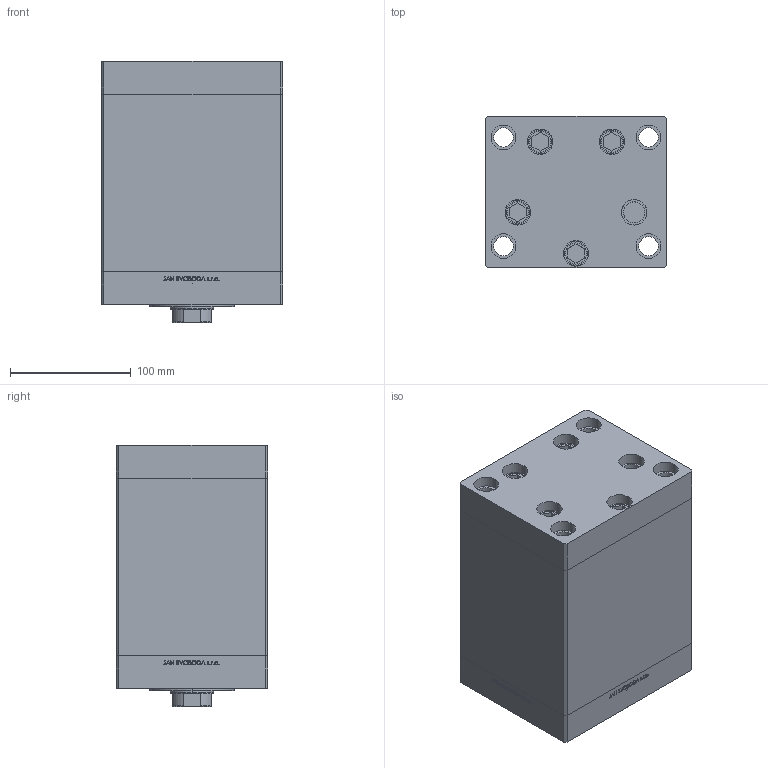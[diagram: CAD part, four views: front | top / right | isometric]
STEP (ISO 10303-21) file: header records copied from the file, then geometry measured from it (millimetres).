
FILE_DESCRIPTION (( 'STEP AP203' ), '1' );
FILE_NAME ('d7d0.STEP', '2024-01-08T16:10:26', ( '' ), ( '' ), 'SwSTEP 2.0', 'SolidWorks 2019', '' );
FILE_SCHEMA (( 'CONFIG_CONTROL_DESIGN' ));
Length unit declared in the file: millimetre
Products named in the file (6): ALLEN BOLT 18acd870a2bd3ba025cad4908407c3bb; V220C FRONT 18acd870a2bd3ba025cad4908407c3bb; V220C BACK_C 18acd870a2bd3ba025cad4908407c3bb; V220C_VC_C 18acd870a2bd3ba025cad4908407c3bb; d7d0; V220C_C MIDDLE 18acd870a2bd3ba025cad4908407c3bb
Assembly tree (13 placements, depth 2):
  d7d0
    ALLEN BOLT 18acd870a2bd3ba025cad4908407c3bb  x9
    V220C_C MIDDLE 18acd870a2bd3ba025cad4908407c3bb
    V220C FRONT 18acd870a2bd3ba025cad4908407c3bb
    V220C_VC_C 18acd870a2bd3ba025cad4908407c3bb
    V220C BACK_C 18acd870a2bd3ba025cad4908407c3bb
Bounding box: 150 x 125 x 216 mm (x, y, z)
Volume: 3125972.2 mm3; surface area: 378820 mm2
Topology: 13 solids, 13 shells, 1159 faces, 2875 edges, 1887 vertices
Faces by surface type: plane 538, bspline 380, cylinder 159, cone 42, torus 40
Entity records: 48945 total; most frequent: CARTESIAN_POINT 26515, ORIENTED_EDGE 5010, DIRECTION 3253, EDGE_CURVE 2505, VERTEX_POINT 1663, LINE 1459, VECTOR 1459, EDGE_LOOP 1162
